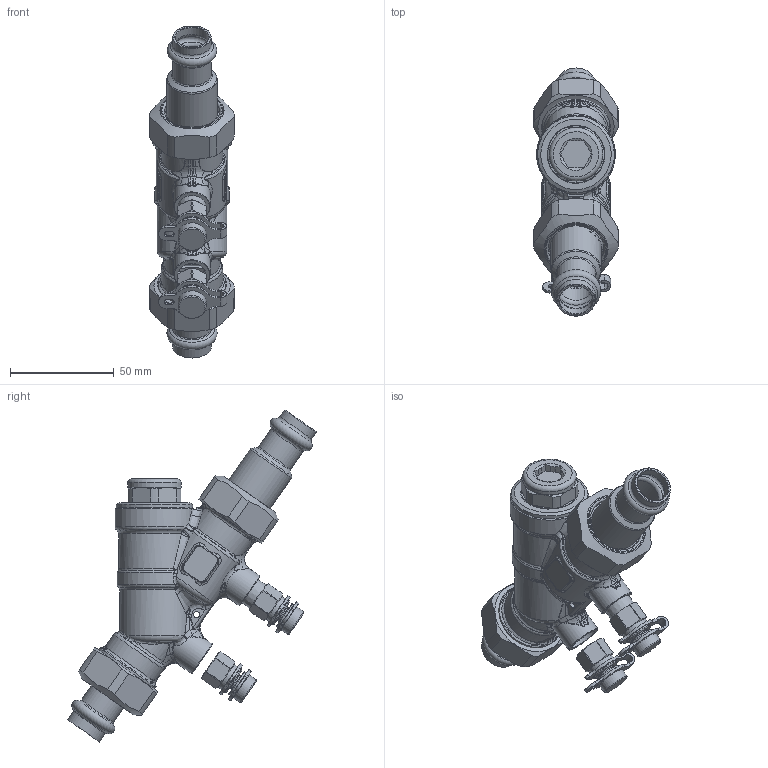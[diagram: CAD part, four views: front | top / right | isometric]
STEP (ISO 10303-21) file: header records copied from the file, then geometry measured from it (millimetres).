
FILE_DESCRIPTION(/* description */ (''),/* implementation_level */ '2;1');
FILE_NAME(/* name */ '128446AFC_Simplify_1.stp',/* time_stamp */ '2025-07-21T14:00:56-05:00',/* author */ ('ischreiner'),/* organization */ (''),/* preprocessor_version */ 'ST-DEVELOPER v20',/* originating_system */ 'Autodesk Inventor 2025',/* authorisation */ '');
FILE_SCHEMA (('AUTOMOTIVE_DESIGN { 1 0 10303 214 3 1 1 }'));
Length unit declared in the file: inch
Products named in the file (1): 128446AFC_Simplify_1
Bounding box: 40.63 x 119.89 x 160.09 mm (x, y, z)
Volume: 164846 mm3; surface area: 44495.1 mm2
Topology: 7 solids, 7 shells, 1150 faces, 2762 edges, 1638 vertices
Faces by surface type: bspline 712, cylinder 175, plane 126, cone 80, torus 53, sphere 4
Full cylindrical faces by diameter (mm): 3 x1, 8 x2, 11.5 x2, 12 x4, 12.2 x2, 13.5 x6, 13.9 x2, 15.113 x1, 15.24 x1, 16.154 x2, 16.205 x2, 17.5 x2, 18.796 x2, 18.847 x2, 20.091 x2, 20.625 x1, 24.384 x1, 25.8 x1, 26.924 x2, 27.686 x1, 29.5 x1, 29.591 x2, 30 x2, 30.302 x2, 33.1 x2, 37 x1
Entity records: 140259 total; most frequent: CARTESIAN_POINT 116685, ORIENTED_EDGE 5488, DIRECTION 3235, EDGE_CURVE 2744, VERTEX_POINT 1638, AXIS2_PLACEMENT_3D 1419, B_SPLINE_CURVE_WITH_KNOTS 1304, EDGE_LOOP 1202
